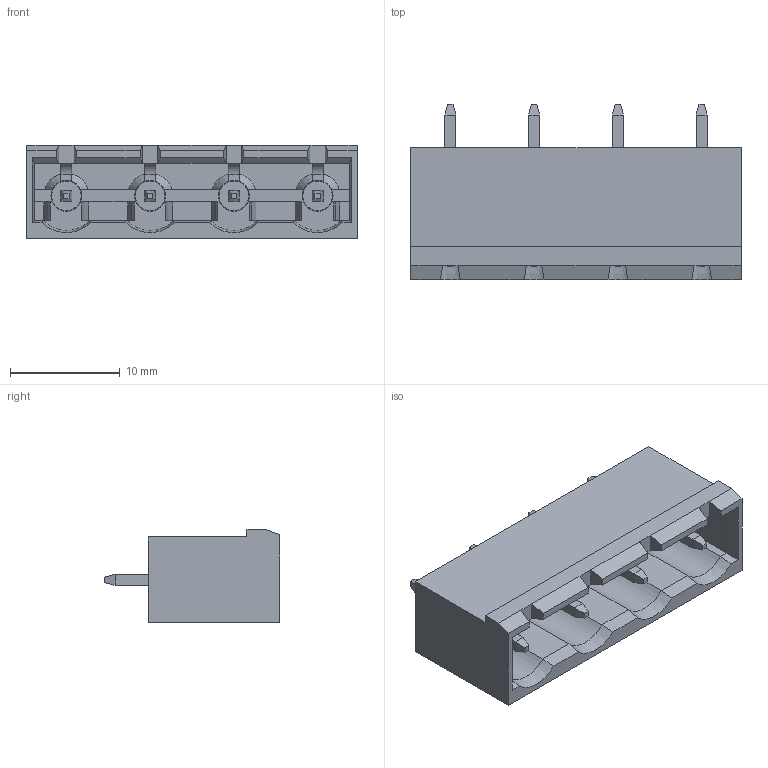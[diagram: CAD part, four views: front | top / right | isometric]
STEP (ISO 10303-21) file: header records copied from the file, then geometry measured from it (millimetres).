
FILE_DESCRIPTION((''),'2;1');
FILE_NAME('WJ2EDGVC-762-4P-00A','2017-03-16T',('QZY'),(''),'CREO PARAMETRIC BY PTC INC, 2014440','CREO PARAMETRIC BY PTC INC, 2014440','');
FILE_SCHEMA(('CONFIG_CONTROL_DESIGN'));
Length unit declared in the file: millimetre
Products named in the file (1): WJ2EDGVC-762-4P-00A
Bounding box: 30.06 x 16 x 8.5 mm (x, y, z)
Volume: 1267 mm3; surface area: 2586.9 mm2
Topology: 1 solids, 1 shells, 281 faces, 741 edges, 466 vertices
Faces by surface type: plane 249, cone 20, cylinder 12
Entity records: 8566 total; most frequent: CARTESIAN_POINT 1594, ORIENTED_EDGE 1482, DIRECTION 1351, EDGE_CURVE 741, VECTOR 645, LINE 645, VERTEX_POINT 466, AXIS2_PLACEMENT_3D 353
